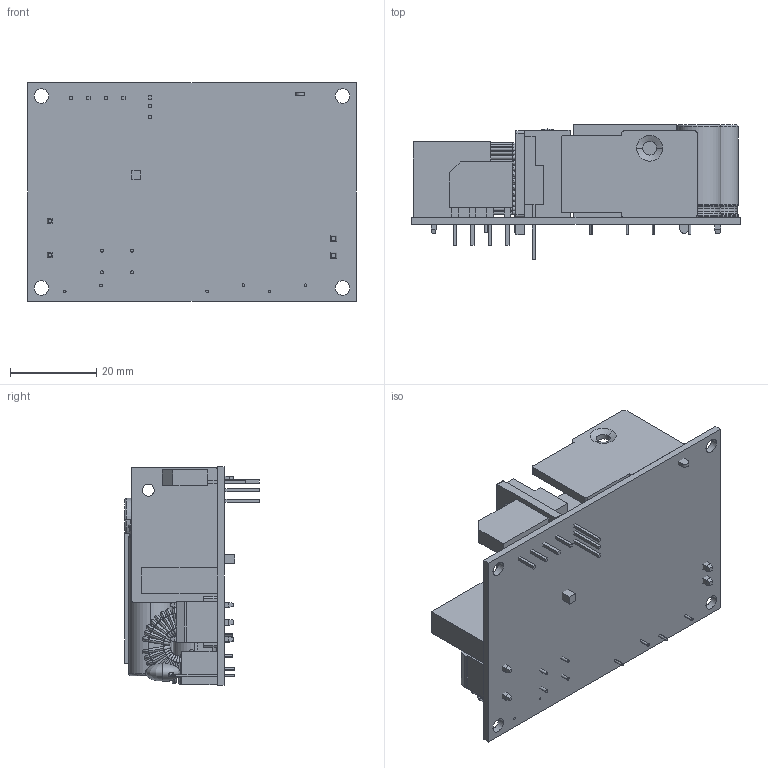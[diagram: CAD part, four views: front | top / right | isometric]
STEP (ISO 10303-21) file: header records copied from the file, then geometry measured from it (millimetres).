
FILE_DESCRIPTION((''),'2;1');
FILE_NAME('MPM-S052_ASM','2019-07-18T',('Annie'),(''),'PRO/ENGINEER BY PARAMETRIC TECHNOLOGY CORPORATION, 2011080','PRO/ENGINEER BY PARAMETRIC TECHNOLOGY CORPORATION, 2011080','');
FILE_SCHEMA(('CONFIG_CONTROL_DESIGN','SHAPE_APPEARANCE_LAYERS_GROUPS'));
Length unit declared in the file: millimetre
Products named in the file (21): 850-S055; 360-S05X_FOR_3D; 800-S055-P_AF0; 800-S052-S; WC-PIN; 800-S052-S_ASM; 710-B2P3; 710-B2P0; CR-D10X21-5; CR-D8X21-5; 259-J168-Y1-_AF0; 259-J168-Y1-_AF1; 721-MST2; 250-S447; 259-J168-Y1-; CORE-10X5X5; 500-24N6; 410-P206-GL; 850-S055-1; 240-0039-BX-L; MPM-S052_ASM
Assembly tree (23 placements, depth 3):
  MPM-S052_ASM
    850-S055
    360-S05X_FOR_3D
    800-S055-P_AF0
    800-S052-S_ASM
      800-S052-S
      WC-PIN
    710-B2P3
    710-B2P0
    CR-D10X21-5
    CR-D8X21-5
    259-J168-Y1-_AF0
    259-J168-Y1-_AF1
    721-MST2  x2
    250-S447
    259-J168-Y1-  x2
    CORE-10X5X5
    500-24N6
    410-P206-GL
    850-S055-1
    240-0039-BX-L  x2
Bounding box: 76.2 x 31.3 x 50.8 mm (x, y, z)
Volume: 38484.7 mm3; surface area: 26368.4 mm2
Topology: 24 solids, 24 shells, 995 faces, 2402 edges, 1404 vertices
Faces by surface type: cylinder 335, torus 312, plane 298, bspline 24, cone 18, revolution 8
Entity records: 35445 total; most frequent: CARTESIAN_POINT 12278, DIRECTION 4860, ORIENTED_EDGE 4558, EDGE_CURVE 2279, AXIS2_PLACEMENT_3D 1953, VERTEX_POINT 1339, EDGE_LOOP 986, CIRCLE 986
